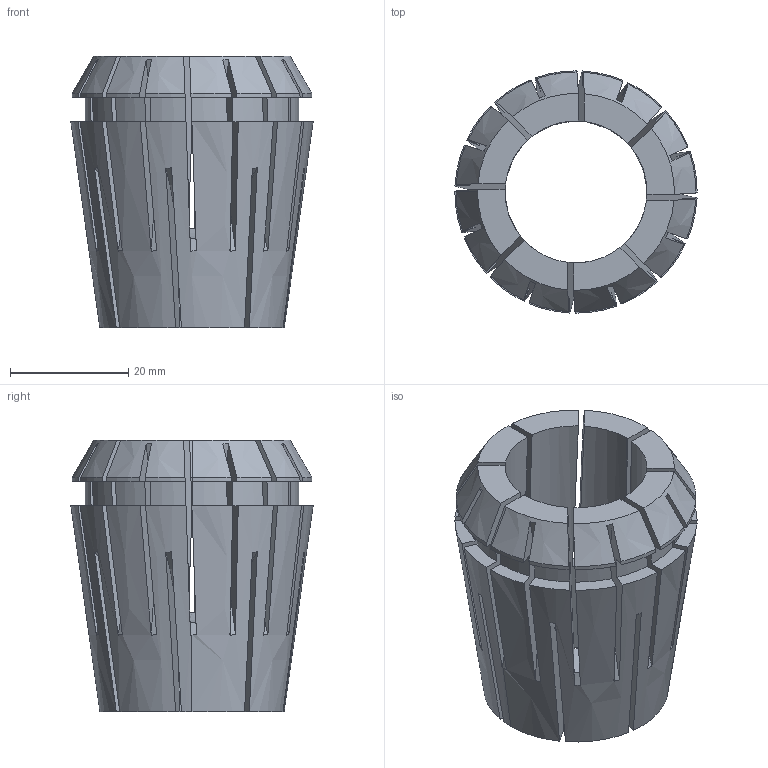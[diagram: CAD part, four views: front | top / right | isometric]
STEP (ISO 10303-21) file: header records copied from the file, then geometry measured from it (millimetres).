
FILE_DESCRIPTION (( 'STEP AP203' ), '1' );
FILE_NAME ('STP-5250-114-040-024-0(04547-24).STEP', '2023-03-17T00:18:56', ( '' ), ( '' ), 'SwSTEP 2.0', 'SolidWorks 2017', '' );
FILE_SCHEMA (( 'CONFIG_CONTROL_DESIGN' ));
Length unit declared in the file: millimetre
Products named in the file (1): STP-5250-114-040-024-0(04547-24)
Bounding box: 41 x 41 x 46 mm (x, y, z)
Volume: 23590.5 mm3; surface area: 16177.4 mm2
Topology: 1 solids, 1 shells, 187 faces, 560 edges, 373 vertices
Faces by surface type: plane 96, cylinder 78, cone 13
Entity records: 6591 total; most frequent: CARTESIAN_POINT 1822, ORIENTED_EDGE 1120, DIRECTION 909, EDGE_CURVE 560, AXIS2_PLACEMENT_3D 393, VERTEX_POINT 373, CIRCLE 205, ADVANCED_FACE 187
